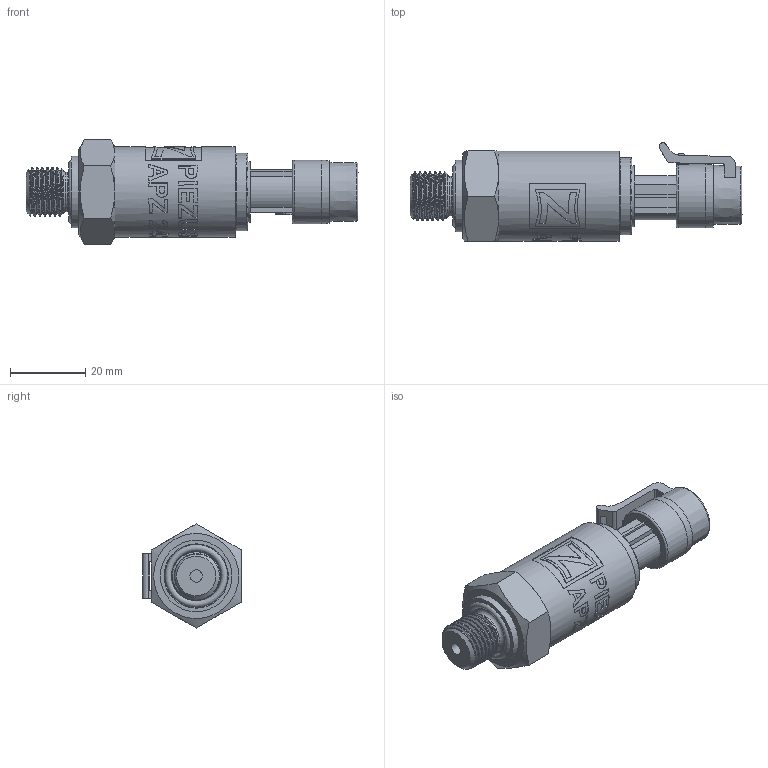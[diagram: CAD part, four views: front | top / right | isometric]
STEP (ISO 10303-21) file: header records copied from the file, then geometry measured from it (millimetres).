
FILE_DESCRIPTION(/* description */ (''),/* implementation_level */ '2;1');
FILE_NAME(/* name */ 'APZ2422_G1''4DIN_Packard.step',/* time_stamp */ '2021-06-15T11:19:33+03:00',/* author */ (''),/* organization */ (''),/* preprocessor_version */ 'ST-DEVELOPER v18.1',/* originating_system */ 'Autodesk Translation Framework v10.9.0.1377',/* authorisation */ '');
FILE_SCHEMA (('AUTOMOTIVE_DESIGN { 1 0 10303 214 3 1 1 }'));
Length unit declared in the file: millimetre
Products named in the file (4): APZ2422_G1'4DIN_Packard; G1/4 DIN; Packard male v12; Packard female v5
Assembly tree (3 placements, depth 2):
  APZ2422_G1'4DIN_Packard
    G1/4 DIN
    Packard male v12
    Packard female v5
Bounding box: 88.28 x 26.21 x 27.71 mm (x, y, z)
Volume: 26479.5 mm3; surface area: 13114 mm2
Topology: 11 solids, 11 shells, 507 faces, 1320 edges, 880 vertices
Faces by surface type: bspline 227, plane 172, cylinder 66, cone 28, torus 14
Full cylindrical faces by diameter (mm): 1.5 x3, 3.3 x1, 10.123 x1, 10.5 x1, 11.445 x6, 12 x1, 12.623 x2, 13.5 x1, 13.9 x1, 16.2 x1, 16.7 x1, 16.9 x1, 18 x2, 18.3 x1, 19 x1, 20 x2, 20.5 x1, 24 x1
Entity records: 24445 total; most frequent: CARTESIAN_POINT 13014, ORIENTED_EDGE 2640, DIRECTION 1767, EDGE_CURVE 1320, VERTEX_POINT 880, LINE 655, VECTOR 655, EDGE_LOOP 566
